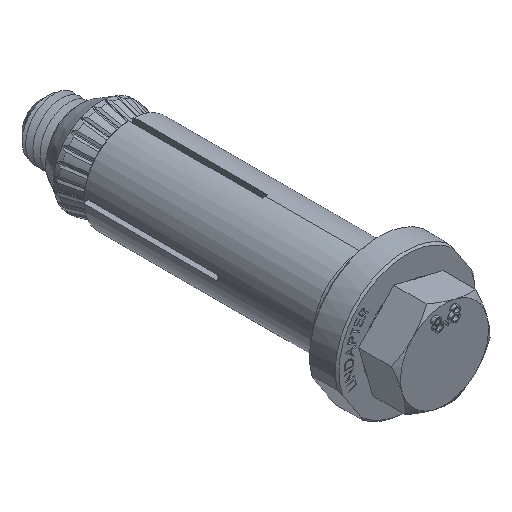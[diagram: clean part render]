
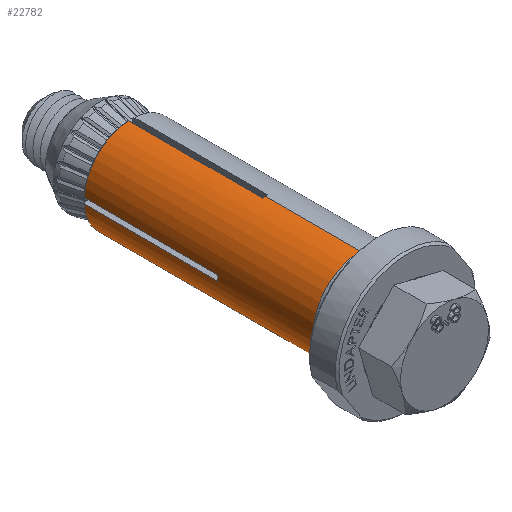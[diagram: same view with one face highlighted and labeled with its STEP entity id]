
A CAD part, isometric view. The second image highlights one B-rep face of the part: STEP entity #22782.
In plain terms, the highlighted cylindrical face has radius 12.875 mm (diameter 25.75 mm), a partial arc.
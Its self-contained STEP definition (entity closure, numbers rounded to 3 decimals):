
#12669 = CARTESIAN_POINT ( 'NONE',  ( 0., 0., 12.875 ) ) ;
#13058 = CARTESIAN_POINT ( 'NONE',  ( -12.853, 26., 0.75 ) ) ;
#13263 = DIRECTION ( 'NONE',  ( 0., -1., 0. ) ) ;
#13264 = VECTOR ( 'NONE', #13263, 1000. ) ;
#13265 = CARTESIAN_POINT ( 'NONE',  ( 0., 63., 12.875 ) ) ;
#13266 = LINE ( 'NONE', #13265, #13264 ) ;
#13287 = CARTESIAN_POINT ( 'NONE',  ( 0., 26., 12.875 ) ) ;
#13312 = DIRECTION ( 'NONE',  ( 0., -1., 0. ) ) ;
#13313 = VECTOR ( 'NONE', #13312, 1000. ) ;
#13314 = CARTESIAN_POINT ( 'NONE',  ( 0., 63., -12.875 ) ) ;
#13315 = LINE ( 'NONE', #13314, #13313 ) ;
#13343 = CARTESIAN_POINT ( 'NONE',  ( 0., 26., -12.875 ) ) ;
#13349 = CARTESIAN_POINT ( 'NONE',  ( 0., 0., -12.875 ) ) ;
#13520 = DIRECTION ( 'NONE',  ( 0., 1., 0. ) ) ;
#13521 = VECTOR ( 'NONE', #13520, 1000. ) ;
#13522 = CARTESIAN_POINT ( 'NONE',  ( -0.75, 63., 12.853 ) ) ;
#13523 = LINE ( 'NONE', #13522, #13521 ) ;
#13524 = DIRECTION ( 'NONE',  ( 0., 0., -1. ) ) ;
#13525 = DIRECTION ( 'NONE',  ( 0., -1., 0. ) ) ;
#13541 = AXIS2_PLACEMENT_3D ( 'NONE', #13543, #13525, #13524 ) ;
#13542 = CIRCLE ( 'NONE', #13541, 12.875 ) ;
#13543 = CARTESIAN_POINT ( 'NONE',  ( 0., 26., 0. ) ) ;
#13554 = CARTESIAN_POINT ( 'NONE',  ( -12.853, 62.5, -0.75 ) ) ;
#13555 = CARTESIAN_POINT ( 'NONE',  ( -0.75, 62.5, -12.853 ) ) ;
#13556 = CARTESIAN_POINT ( 'NONE',  ( -0.75, 26., -12.853 ) ) ;
#13557 = DIRECTION ( 'NONE',  ( 0., 0., -1. ) ) ;
#13558 = DIRECTION ( 'NONE',  ( 0., -1., 0. ) ) ;
#13559 = CARTESIAN_POINT ( 'NONE',  ( 0., 26., 0. ) ) ;
#13560 = AXIS2_PLACEMENT_3D ( 'NONE', #13559, #13558, #13557 ) ;
#13561 = CIRCLE ( 'NONE', #13560, 12.875 ) ;
#13562 = DIRECTION ( 'NONE',  ( 0., 0., -1. ) ) ;
#13563 = DIRECTION ( 'NONE',  ( 0., -1., 0. ) ) ;
#13564 = CARTESIAN_POINT ( 'NONE',  ( 0., 26., 0. ) ) ;
#13565 = AXIS2_PLACEMENT_3D ( 'NONE', #13564, #13563, #13562 ) ;
#13566 = CIRCLE ( 'NONE', #13565, 12.875 ) ;
#13568 = DIRECTION ( 'NONE',  ( 0., 1., 0. ) ) ;
#13569 = VECTOR ( 'NONE', #13568, 1000. ) ;
#13570 = CARTESIAN_POINT ( 'NONE',  ( -12.853, 63., -0.75 ) ) ;
#13571 = LINE ( 'NONE', #13570, #13569 ) ;
#13572 = DIRECTION ( 'NONE',  ( 0., -1., 0. ) ) ;
#13573 = VECTOR ( 'NONE', #13572, 1000. ) ;
#13574 = CARTESIAN_POINT ( 'NONE',  ( -12.853, 63., 0.75 ) ) ;
#13575 = LINE ( 'NONE', #13574, #13573 ) ;
#13576 = CARTESIAN_POINT ( 'NONE',  ( -12.853, 26., -0.75 ) ) ;
#13577 = CARTESIAN_POINT ( 'NONE',  ( -0.75, 62.5, 12.853 ) ) ;
#13578 = CARTESIAN_POINT ( 'NONE',  ( -12.853, 62.5, 0.75 ) ) ;
#13579 = DIRECTION ( 'NONE',  ( 0., 0., 1. ) ) ;
#13580 = DIRECTION ( 'NONE',  ( 0., -1., 0. ) ) ;
#13581 = CARTESIAN_POINT ( 'NONE',  ( 0., 62.5, 0. ) ) ;
#13582 = AXIS2_PLACEMENT_3D ( 'NONE', #13581, #13580, #13579 ) ;
#13583 = CIRCLE ( 'NONE', #13582, 12.875 ) ;
#13584 = CARTESIAN_POINT ( 'NONE',  ( -0.75, 26., 12.853 ) ) ;
#13609 = DIRECTION ( 'NONE',  ( 0., -1., 0. ) ) ;
#13610 = VECTOR ( 'NONE', #13609, 1000. ) ;
#13611 = CARTESIAN_POINT ( 'NONE',  ( -0.75, 63., -12.853 ) ) ;
#13612 = DIRECTION ( 'NONE',  ( 0., 0., 1. ) ) ;
#13613 = DIRECTION ( 'NONE',  ( 0., -1., 0. ) ) ;
#13614 = CARTESIAN_POINT ( 'NONE',  ( 0., 62.5, 0. ) ) ;
#13615 = AXIS2_PLACEMENT_3D ( 'NONE', #13614, #13613, #13612 ) ;
#13616 = CIRCLE ( 'NONE', #13615, 12.875 ) ;
#13617 = LINE ( 'NONE', #13611, #13610 ) ;
#13620 = DIRECTION ( 'NONE',  ( 0., 0., -1. ) ) ;
#13621 = DIRECTION ( 'NONE',  ( 0., -1., 0. ) ) ;
#13622 = AXIS2_PLACEMENT_3D ( 'NONE', #13630, #13621, #13620 ) ;
#13624 = CYLINDRICAL_SURFACE ( 'NONE', #13622, 12.875 ) ;
#13625 = FACE_OUTER_BOUND ( 'NONE', #22758, .T. ) ;
#13630 = CARTESIAN_POINT ( 'NONE',  ( 0., 63., 0. ) ) ;
#13633 = DIRECTION ( 'NONE',  ( 0., 0., 1. ) ) ;
#13634 = DIRECTION ( 'NONE',  ( 0., 1., 0. ) ) ;
#13635 = CARTESIAN_POINT ( 'NONE',  ( 0., 0., 0. ) ) ;
#13636 = AXIS2_PLACEMENT_3D ( 'NONE', #13635, #13634, #13633 ) ;
#13637 = CIRCLE ( 'NONE', #13636, 12.875 ) ;
#21584 = VERTEX_POINT ( 'NONE', #12669 ) ;
#22121 = VERTEX_POINT ( 'NONE', #13058 ) ;
#22404 = VERTEX_POINT ( 'NONE', #13287 ) ;
#22418 = EDGE_CURVE ( 'NONE', #22404, #21584, #13266, .T. ) ;
#22425 = EDGE_CURVE ( 'NONE', #22447, #22439, #13315, .T. ) ;
#22439 = VERTEX_POINT ( 'NONE', #13349 ) ;
#22447 = VERTEX_POINT ( 'NONE', #13343 ) ;
#22632 = EDGE_CURVE ( 'NONE', #22404, #22650, #13542, .T. ) ;
#22636 = ORIENTED_EDGE ( 'NONE', *, *, #22653, .T. ) ;
#22642 = EDGE_CURVE ( 'NONE', #22650, #22655, #13523, .T. ) ;
#22643 = ORIENTED_EDGE ( 'NONE', *, *, #22642, .T. ) ;
#22650 = VERTEX_POINT ( 'NONE', #13584 ) ;
#22653 = EDGE_CURVE ( 'NONE', #22655, #22654, #13583, .T. ) ;
#22654 = VERTEX_POINT ( 'NONE', #13578 ) ;
#22655 = VERTEX_POINT ( 'NONE', #13577 ) ;
#22691 = ORIENTED_EDGE ( 'NONE', *, *, #22696, .T. ) ;
#22693 = ORIENTED_EDGE ( 'NONE', *, *, #22712, .T. ) ;
#22695 = VERTEX_POINT ( 'NONE', #13576 ) ;
#22696 = EDGE_CURVE ( 'NONE', #22654, #22121, #13575, .T. ) ;
#22708 = ORIENTED_EDGE ( 'NONE', *, *, #22710, .T. ) ;
#22710 = EDGE_CURVE ( 'NONE', #22695, #22725, #13571, .T. ) ;
#22712 = EDGE_CURVE ( 'NONE', #22121, #22695, #13566, .T. ) ;
#22715 = EDGE_CURVE ( 'NONE', #22717, #22447, #13561, .T. ) ;
#22717 = VERTEX_POINT ( 'NONE', #13556 ) ;
#22718 = ORIENTED_EDGE ( 'NONE', *, *, #22730, .T. ) ;
#22719 = ORIENTED_EDGE ( 'NONE', *, *, #22726, .T. ) ;
#22723 = VERTEX_POINT ( 'NONE', #13555 ) ;
#22725 = VERTEX_POINT ( 'NONE', #13554 ) ;
#22726 = EDGE_CURVE ( 'NONE', #22725, #22723, #13616, .T. ) ;
#22730 = EDGE_CURVE ( 'NONE', #22723, #22717, #13617, .T. ) ;
#22734 = ORIENTED_EDGE ( 'NONE', *, *, #22425, .T. ) ;
#22735 = ORIENTED_EDGE ( 'NONE', *, *, #22774, .T. ) ;
#22736 = ORIENTED_EDGE ( 'NONE', *, *, #22715, .T. ) ;
#22758 = EDGE_LOOP ( 'NONE', ( #22789, #22781, #22643, #22636, #22691, #22693, #22708, #22719, #22718, #22736, #22734, #22735 ) ) ;
#22774 = EDGE_CURVE ( 'NONE', #22439, #21584, #13637, .T. ) ;
#22781 = ORIENTED_EDGE ( 'NONE', *, *, #22632, .T. ) ;
#22782 = ADVANCED_FACE ( 'NONE', ( #13625 ), #13624, .T. ) ;
#22789 = ORIENTED_EDGE ( 'NONE', *, *, #22418, .F. ) ;
